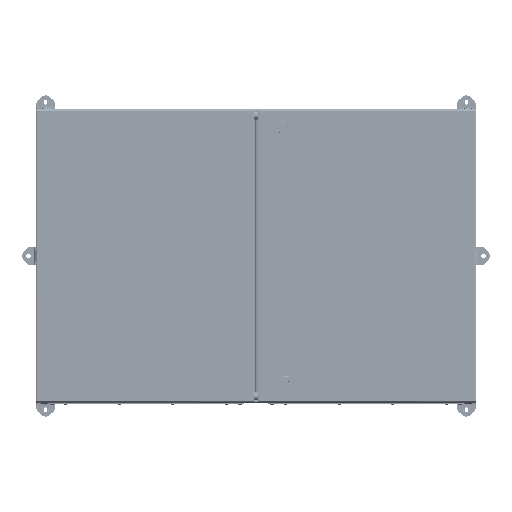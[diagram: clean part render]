
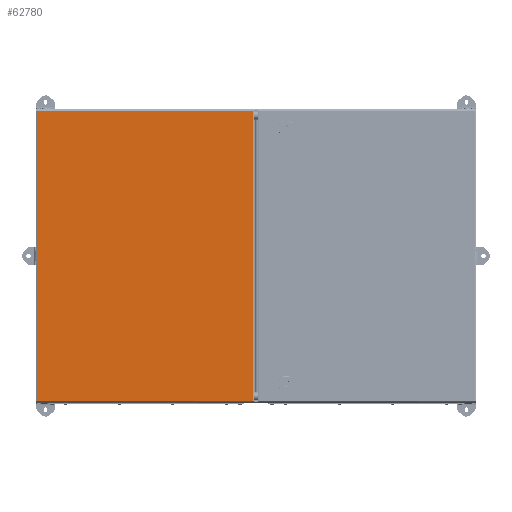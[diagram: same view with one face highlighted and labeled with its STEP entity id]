
A CAD part, top view. The second image highlights one B-rep face of the part: STEP entity #62780.
In plain terms, the highlighted planar face has unit normal (0, 0, 1).
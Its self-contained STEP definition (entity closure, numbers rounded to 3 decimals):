
#2597 = CARTESIAN_POINT ( 'NONE',  ( -295.293, -394.5, 0. ) ) ;
#8611 = DIRECTION ( 'NONE',  ( 1., 0., 0. ) ) ;
#9131 = ORIENTED_EDGE ( 'NONE', *, *, #72056, .T. ) ;
#9514 = DIRECTION ( 'NONE',  ( -1., 0., 0. ) ) ;
#16010 = LINE ( 'NONE', #81003, #69486 ) ;
#23007 = FACE_OUTER_BOUND ( 'NONE', #91747, .T. ) ;
#24172 = EDGE_CURVE ( 'NONE', #28659, #78856, #37424, .T. ) ;
#24984 = ORIENTED_EDGE ( 'NONE', *, *, #52546, .T. ) ;
#28359 = VERTEX_POINT ( 'NONE', #45315 ) ;
#28659 = VERTEX_POINT ( 'NONE', #63349 ) ;
#35141 = VECTOR ( 'NONE', #8611, 1000. ) ;
#35919 = VECTOR ( 'NONE', #64066, 1000. ) ;
#37384 = PLANE ( 'NONE',  #80479 ) ;
#37424 = LINE ( 'NONE', #2597, #35141 ) ;
#37852 = DIRECTION ( 'NONE',  ( 1., 0., 0. ) ) ;
#42724 = LINE ( 'NONE', #43172, #35919 ) ;
#43172 = CARTESIAN_POINT ( 'NONE',  ( 294.5, -395.293, 0. ) ) ;
#43551 = ORIENTED_EDGE ( 'NONE', *, *, #24172, .T. ) ;
#45315 = CARTESIAN_POINT ( 'NONE',  ( -294.5, 394.5, 0. ) ) ;
#51322 = DIRECTION ( 'NONE',  ( 0., 0., 1. ) ) ;
#52546 = EDGE_CURVE ( 'NONE', #28359, #28659, #61134, .T. ) ;
#54858 = EDGE_CURVE ( 'NONE', #57235, #28359, #16010, .T. ) ;
#57235 = VERTEX_POINT ( 'NONE', #58612 ) ;
#58612 = CARTESIAN_POINT ( 'NONE',  ( 294.5, 394.5, 0. ) ) ;
#61134 = LINE ( 'NONE', #62505, #63285 ) ;
#62505 = CARTESIAN_POINT ( 'NONE',  ( -294.5, 395.293, 0. ) ) ;
#62780 = ADVANCED_FACE ( 'NONE', ( #23007 ), #37384, .T. ) ;
#63285 = VECTOR ( 'NONE', #89962, 1000. ) ;
#63349 = CARTESIAN_POINT ( 'NONE',  ( -294.5, -394.5, 0. ) ) ;
#64066 = DIRECTION ( 'NONE',  ( 0., 1., 0. ) ) ;
#68135 = ORIENTED_EDGE ( 'NONE', *, *, #54858, .T. ) ;
#68792 = CARTESIAN_POINT ( 'NONE',  ( 294.5, -394.5, 0. ) ) ;
#69486 = VECTOR ( 'NONE', #9514, 1000. ) ;
#72056 = EDGE_CURVE ( 'NONE', #78856, #57235, #42724, .T. ) ;
#78212 = CARTESIAN_POINT ( 'NONE',  ( 0., 0., 0. ) ) ;
#78856 = VERTEX_POINT ( 'NONE', #68792 ) ;
#80479 = AXIS2_PLACEMENT_3D ( 'NONE', #78212, #51322, #37852 ) ;
#81003 = CARTESIAN_POINT ( 'NONE',  ( 295.293, 394.5, 0. ) ) ;
#89962 = DIRECTION ( 'NONE',  ( 0., -1., 0. ) ) ;
#91747 = EDGE_LOOP ( 'NONE', ( #68135, #24984, #43551, #9131 ) ) ;
